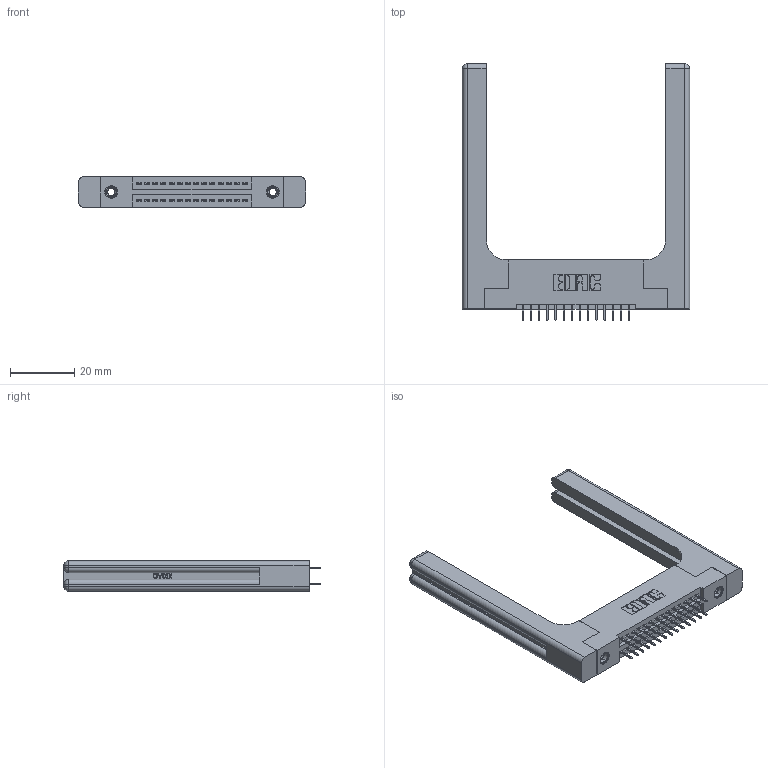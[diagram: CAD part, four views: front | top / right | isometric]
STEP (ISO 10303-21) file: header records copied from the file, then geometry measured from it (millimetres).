
FILE_DESCRIPTION (( 'STEP AP203' ), '1' );
FILE_NAME ('345-028-525-258.STEP', '2020-09-19T10:58:35', ( '' ), ( '' ), 'SwSTEP 2.0', 'SolidWorks 2020', '' );
FILE_SCHEMA (( 'CONFIG_CONTROL_DESIGN' ));
Length unit declared in the file: inch
Products named in the file (5): 345-292-001_345-293-125; 345-220-058_345-220-058; 345 Part_Flush Mounting Lugs - 0.156 Dia-TH; 345-250-001_345-250-001-102; 345-028-525-258
Assembly tree (33 placements, depth 2):
  345-028-525-258
    345 Part_Flush Mounting Lugs - 0.156 Dia-TH
    345-292-001_345-293-125  x28
    345-250-001_345-250-001-102  x2
    345-220-058_345-220-058  x2
Bounding box: 70.59 x 79.68 x 9.4 mm (x, y, z)
Volume: 15026 mm3; surface area: 14061 mm2
Topology: 33 solids, 33 shells, 1894 faces, 5291 edges, 3394 vertices
Faces by surface type: plane 1320, cylinder 514, bspline 36, cone 12, sphere 8, torus 4
Entity records: 20010 total; most frequent: CARTESIAN_POINT 4373, ORIENTED_EDGE 3104, DIRECTION 2824, EDGE_CURVE 1552, VECTOR 1276, LINE 1276, VERTEX_POINT 1022, AXIS2_PLACEMENT_3D 774
